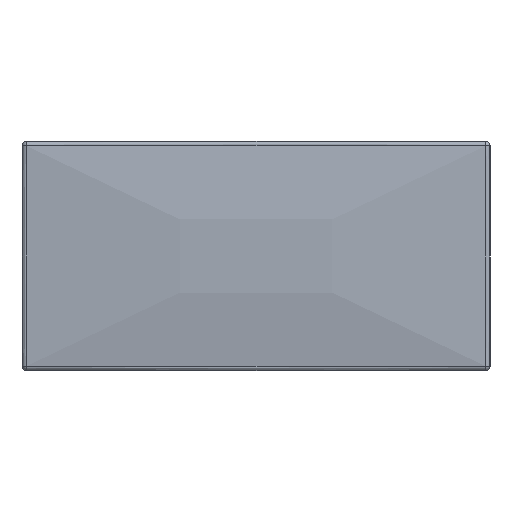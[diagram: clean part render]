
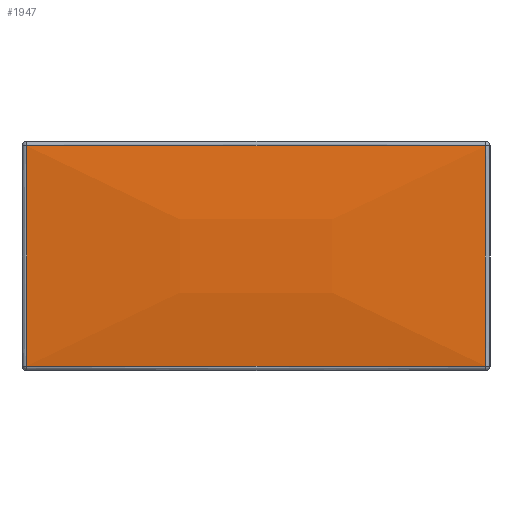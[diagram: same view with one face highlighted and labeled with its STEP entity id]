
A CAD part, left-side view. The second image highlights one B-rep face of the part: STEP entity #1947.
In plain terms, the highlighted free-form (B-spline) face has degree [3, 3] with [4, 4] control points.
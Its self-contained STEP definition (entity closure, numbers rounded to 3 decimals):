
#7 = CARTESIAN_POINT ( 'NONE',  ( -1., -0.625, 0.58 ) ) ;
#65 = CARTESIAN_POINT ( 'NONE',  ( -1.001, -0.423, 0.601 ) ) ;
#71 = EDGE_CURVE ( 'NONE', #1469, #688, #817, .T. ) ;
#78 = CARTESIAN_POINT ( 'NONE',  ( -1.001, 0.322, 0.601 ) ) ;
#130 = CARTESIAN_POINT ( 'NONE',  ( -1., -0.625, 0. ) ) ;
#145 = CARTESIAN_POINT ( 'NONE',  ( -1.044, -0.213, 0.196 ) ) ;
#162 = ORIENTED_EDGE ( 'NONE', *, *, #2000, .T. ) ;
#189 = EDGE_CURVE ( 'NONE', #1779, #2236, #1456, .T. ) ;
#210 = CARTESIAN_POINT ( 'NONE',  ( -1.002, 0.107, -0.002 ) ) ;
#228 = B_SPLINE_SURFACE_WITH_KNOTS ( 'NONE', 3, 3, ( 
 ( #484, #1344, #2045, #994 ),
 ( #2221, #1178, #145, #1351 ),
 ( #317, #1517, #493, #1704 ),
 ( #656, #1877, #839, #2053 ) ),
 .UNSPECIFIED., .F., .F., .F.,
 ( 4, 4 ),
 ( 4, 4 ),
 ( 0., 1. ),
 ( 0., 1. ),
 .UNSPECIFIED. ) ;
#229 = CARTESIAN_POINT ( 'NONE',  ( -1., 0.625, 0. ) ) ;
#317 = CARTESIAN_POINT ( 'NONE',  ( -1., 0.637, 0.404 ) ) ;
#341 = CARTESIAN_POINT ( 'NONE',  ( -1.001, -0.626, 0.093 ) ) ;
#377 = CARTESIAN_POINT ( 'NONE',  ( -1.001, 0.423, -0.001 ) ) ;
#423 = CARTESIAN_POINT ( 'NONE',  ( -1., 0.625, 0.059 ) ) ;
#445 = CARTESIAN_POINT ( 'NONE',  ( -1., 0.625, 0.02 ) ) ;
#477 = CARTESIAN_POINT ( 'NONE',  ( -1.001, 0.626, 0.139 ) ) ;
#484 = CARTESIAN_POINT ( 'NONE',  ( -1., 0.637, -0.013 ) ) ;
#493 = CARTESIAN_POINT ( 'NONE',  ( -1.044, -0.213, 0.404 ) ) ;
#500 = CARTESIAN_POINT ( 'NONE',  ( -1.001, 0.626, 0.3 ) ) ;
#513 = CARTESIAN_POINT ( 'NONE',  ( -1.001, -0.626, 0.193 ) ) ;
#525 = B_SPLINE_CURVE_WITH_KNOTS ( 'NONE', 3,
 ( #1293, #2027, #973, #1778, #1890, #1747, #500, #2208, #477, #423, #764, #445, #2167 ),
 .UNSPECIFIED., .F., .F.,
 ( 4, 3, 3, 3, 4 ),
 ( 0., 0., 0., 0.001, 0.001 ),
 .UNSPECIFIED. ) ;
#562 = CARTESIAN_POINT ( 'NONE',  ( -1.002, -0.214, -0.002 ) ) ;
#593 = CARTESIAN_POINT ( 'NONE',  ( -1.001, 0.524, 0.601 ) ) ;
#605 = CARTESIAN_POINT ( 'NONE',  ( -1.001, 0.322, -0.001 ) ) ;
#613 = CARTESIAN_POINT ( 'NONE',  ( -1.002, 0.107, 0.602 ) ) ;
#656 = CARTESIAN_POINT ( 'NONE',  ( -1., 0.637, 0.612 ) ) ;
#679 = CARTESIAN_POINT ( 'NONE',  ( -1.001, -0.626, 0.3 ) ) ;
#688 = VERTEX_POINT ( 'NONE', #1488 ) ;
#757 = EDGE_CURVE ( 'NONE', #2236, #1469, #525, .T. ) ;
#764 = CARTESIAN_POINT ( 'NONE',  ( -1., 0.625, 0.039 ) ) ;
#809 = CARTESIAN_POINT ( 'NONE',  ( -1.001, 0.524, -0.001 ) ) ;
#817 = B_SPLINE_CURVE_WITH_KNOTS ( 'NONE', 3,
 ( #1032, #809, #377, #605, #2215, #210, #1493, #1103, #562, #1451, #1574, #1839, #130 ),
 .UNSPECIFIED., .F., .F.,
 ( 4, 3, 3, 3, 4 ),
 ( 0., 0., 0.001, 0.001, 0.001 ),
 .UNSPECIFIED. ) ;
#839 = CARTESIAN_POINT ( 'NONE',  ( -1., -0.213, 0.612 ) ) ;
#857 = CARTESIAN_POINT ( 'NONE',  ( -1.001, -0.626, 0.461 ) ) ;
#901 = CARTESIAN_POINT ( 'NONE',  ( -1.002, -0.214, 0.602 ) ) ;
#911 = CARTESIAN_POINT ( 'NONE',  ( -1., -0.625, 0.6 ) ) ;
#973 = CARTESIAN_POINT ( 'NONE',  ( -1.001, 0.626, 0.507 ) ) ;
#994 = CARTESIAN_POINT ( 'NONE',  ( -1., -0.638, -0.013 ) ) ;
#1016 = EDGE_LOOP ( 'NONE', ( #1984, #1343, #162, #1201 ) ) ;
#1023 = CARTESIAN_POINT ( 'NONE',  ( -1., -0.625, 0.561 ) ) ;
#1032 = CARTESIAN_POINT ( 'NONE',  ( -1., 0.625, 0. ) ) ;
#1091 = CARTESIAN_POINT ( 'NONE',  ( -1.001, 0.423, 0.601 ) ) ;
#1103 = CARTESIAN_POINT ( 'NONE',  ( -1.002, -0.107, -0.002 ) ) ;
#1178 = CARTESIAN_POINT ( 'NONE',  ( -1.044, 0.212, 0.196 ) ) ;
#1190 = CARTESIAN_POINT ( 'NONE',  ( -1.002, 0., 0.602 ) ) ;
#1193 = CARTESIAN_POINT ( 'NONE',  ( -1., -0.625, 0. ) ) ;
#1201 = ORIENTED_EDGE ( 'NONE', *, *, #189, .T. ) ;
#1204 = CARTESIAN_POINT ( 'NONE',  ( -1., -0.625, 0.6 ) ) ;
#1270 = B_SPLINE_CURVE_WITH_KNOTS ( 'NONE', 3,
 ( #1193, #1371, #341, #1541, #513, #1733, #679, #1901, #857, #2074, #1023, #7, #1204 ),
 .UNSPECIFIED., .F., .F.,
 ( 4, 3, 3, 3, 4 ),
 ( 0., 0., 0., 0.001, 0.001 ),
 .UNSPECIFIED. ) ;
#1293 = CARTESIAN_POINT ( 'NONE',  ( -1., 0.625, 0.6 ) ) ;
#1339 = FACE_OUTER_BOUND ( 'NONE', #1016, .T. ) ;
#1343 = ORIENTED_EDGE ( 'NONE', *, *, #71, .T. ) ;
#1344 = CARTESIAN_POINT ( 'NONE',  ( -1., 0.212, -0.013 ) ) ;
#1351 = CARTESIAN_POINT ( 'NONE',  ( -1., -0.638, 0.196 ) ) ;
#1371 = CARTESIAN_POINT ( 'NONE',  ( -1., -0.625, 0.046 ) ) ;
#1424 = CARTESIAN_POINT ( 'NONE',  ( -1.002, -0.107, 0.602 ) ) ;
#1451 = CARTESIAN_POINT ( 'NONE',  ( -1.001, -0.322, -0.001 ) ) ;
#1456 = B_SPLINE_CURVE_WITH_KNOTS ( 'NONE', 3,
 ( #911, #1955, #65, #1938, #901, #1424, #1190, #613, #1948, #78, #1091, #593, #1816 ),
 .UNSPECIFIED., .F., .F.,
 ( 4, 3, 3, 3, 4 ),
 ( 0., 0., 0.001, 0.001, 0.001 ),
 .UNSPECIFIED. ) ;
#1469 = VERTEX_POINT ( 'NONE', #229 ) ;
#1488 = CARTESIAN_POINT ( 'NONE',  ( -1., -0.625, 0. ) ) ;
#1493 = CARTESIAN_POINT ( 'NONE',  ( -1.002, 0., -0.002 ) ) ;
#1517 = CARTESIAN_POINT ( 'NONE',  ( -1.044, 0.212, 0.404 ) ) ;
#1541 = CARTESIAN_POINT ( 'NONE',  ( -1.001, -0.626, 0.139 ) ) ;
#1574 = CARTESIAN_POINT ( 'NONE',  ( -1.001, -0.423, -0.001 ) ) ;
#1616 = CARTESIAN_POINT ( 'NONE',  ( -1., -0.625, 0.6 ) ) ;
#1704 = CARTESIAN_POINT ( 'NONE',  ( -1., -0.638, 0.404 ) ) ;
#1733 = CARTESIAN_POINT ( 'NONE',  ( -1.001, -0.626, 0.246 ) ) ;
#1747 = CARTESIAN_POINT ( 'NONE',  ( -1.001, 0.626, 0.354 ) ) ;
#1778 = CARTESIAN_POINT ( 'NONE',  ( -1.001, 0.626, 0.461 ) ) ;
#1779 = VERTEX_POINT ( 'NONE', #1616 ) ;
#1816 = CARTESIAN_POINT ( 'NONE',  ( -1., 0.625, 0.6 ) ) ;
#1839 = CARTESIAN_POINT ( 'NONE',  ( -1.001, -0.524, -0.001 ) ) ;
#1877 = CARTESIAN_POINT ( 'NONE',  ( -1., 0.212, 0.612 ) ) ;
#1890 = CARTESIAN_POINT ( 'NONE',  ( -1.001, 0.626, 0.407 ) ) ;
#1901 = CARTESIAN_POINT ( 'NONE',  ( -1.001, -0.626, 0.38 ) ) ;
#1938 = CARTESIAN_POINT ( 'NONE',  ( -1.001, -0.322, 0.601 ) ) ;
#1947 = ADVANCED_FACE ( 'NONE', ( #1339 ), #228, .F. ) ;
#1948 = CARTESIAN_POINT ( 'NONE',  ( -1.002, 0.214, 0.602 ) ) ;
#1955 = CARTESIAN_POINT ( 'NONE',  ( -1.001, -0.524, 0.601 ) ) ;
#1980 = CARTESIAN_POINT ( 'NONE',  ( -1., 0.625, 0.6 ) ) ;
#1984 = ORIENTED_EDGE ( 'NONE', *, *, #757, .T. ) ;
#2000 = EDGE_CURVE ( 'NONE', #688, #1779, #1270, .T. ) ;
#2027 = CARTESIAN_POINT ( 'NONE',  ( -1., 0.625, 0.554 ) ) ;
#2045 = CARTESIAN_POINT ( 'NONE',  ( -1., -0.213, -0.013 ) ) ;
#2053 = CARTESIAN_POINT ( 'NONE',  ( -1., -0.638, 0.612 ) ) ;
#2074 = CARTESIAN_POINT ( 'NONE',  ( -1., -0.625, 0.541 ) ) ;
#2167 = CARTESIAN_POINT ( 'NONE',  ( -1., 0.625, 0. ) ) ;
#2208 = CARTESIAN_POINT ( 'NONE',  ( -1.001, 0.626, 0.22 ) ) ;
#2215 = CARTESIAN_POINT ( 'NONE',  ( -1.002, 0.214, -0.002 ) ) ;
#2221 = CARTESIAN_POINT ( 'NONE',  ( -1., 0.637, 0.196 ) ) ;
#2236 = VERTEX_POINT ( 'NONE', #1980 ) ;
